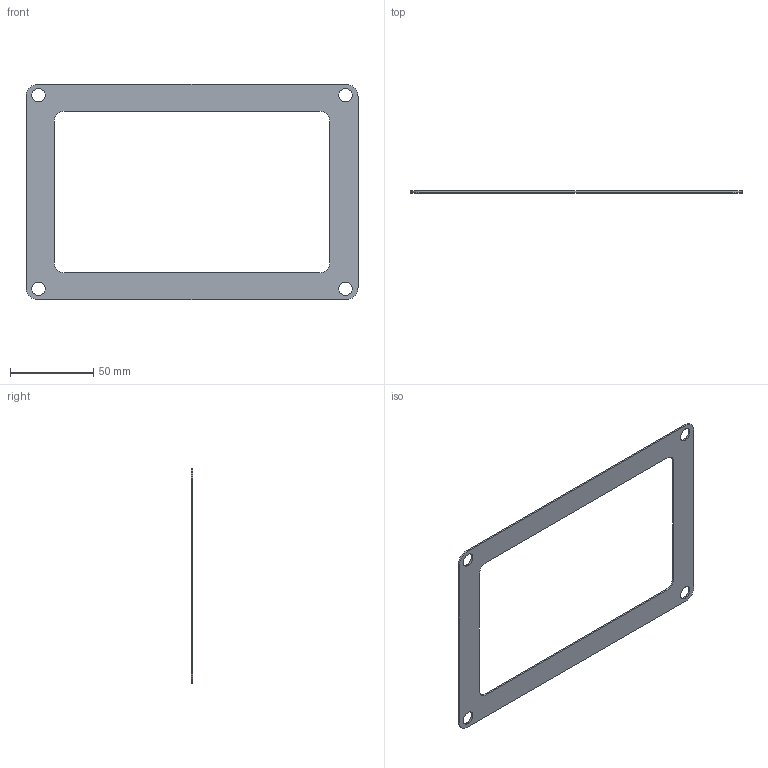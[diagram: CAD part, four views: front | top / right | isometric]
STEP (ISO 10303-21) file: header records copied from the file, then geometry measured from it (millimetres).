
FILE_DESCRIPTION( (''), '2;1');
FILE_NAME ('PC14.3888.TO_470_28238.stp','2020-05-01T16:18:19',(''),(''),'spGate 16.7.1','','');
FILE_SCHEMA (('AUTOMOTIVE_DESIGN'));
Length unit declared in the file: millimetre
Bounding box: 199 x 1 x 129 mm (x, y, z)
Volume: 9453.8 mm3; surface area: 20165.8 mm2
Topology: 1 solids, 1 shells, 26 faces, 72 edges, 48 vertices
Faces by surface type: cylinder 16, plane 10
Entity records: 1437 total; most frequent: CARTESIAN_POINT 154, DIRECTION 148, ORIENTED_EDGE 144, COLOUR_RGB 99, PRESENTATION_STYLE_ASSIGNMENT 99, STYLED_ITEM 99, EDGE_CURVE 72, DRAUGHTING_PRE_DEFINED_CURVE_FONT 72
